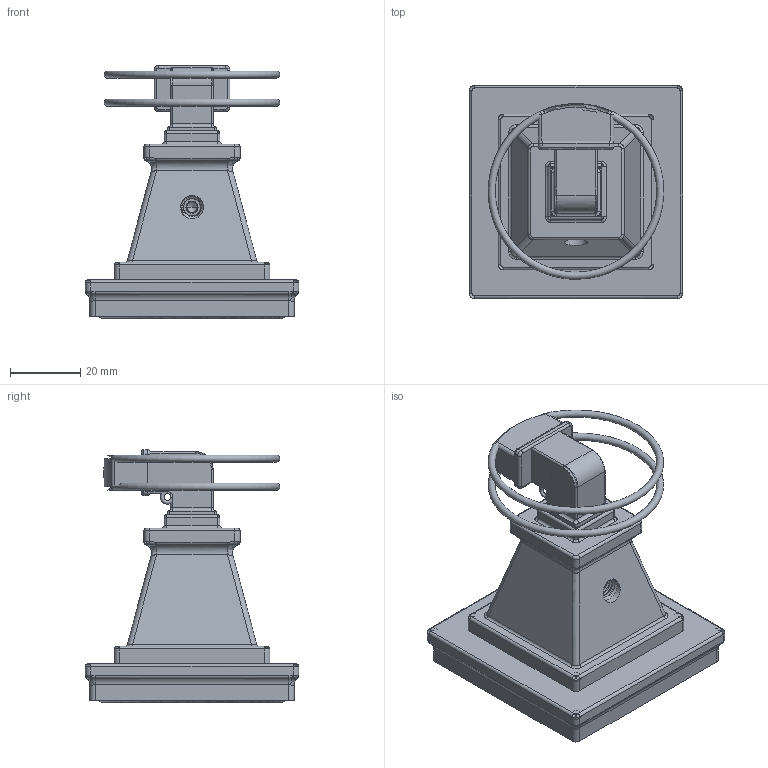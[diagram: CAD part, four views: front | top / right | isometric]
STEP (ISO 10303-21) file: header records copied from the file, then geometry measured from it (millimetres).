
FILE_DESCRIPTION((''),'2;1');
FILE_NAME('43-12','2016-11-15T',('vinay.hs'),(''),'PRO/ENGINEER BY PARAMETRIC TECHNOLOGY CORPORATION, 2014000','PRO/ENGINEER BY PARAMETRIC TECHNOLOGY CORPORATION, 2014000','');
FILE_SCHEMA(('CONFIG_CONTROL_DESIGN'));
Products named in the file (1): 43-12
Bounding box: 60.71 x 60.71 x 71.86 mm (x, y, z)
Surface area: 31422.5 mm2 (no closed solid volume)
Topology: 0 solids, 0 shells, 388 faces, 2111 edges, 2080 vertices
Faces by surface type: bspline 347, torus 33, sphere 8
Entity records: 51802 total; most frequent: CARTESIAN_POINT 33696, DIRECTION 2812, TRIMMED_CURVE 2361, DEFINITIONAL_REPRESENTATION 2043, PCURVE 2043, COMPOSITE_CURVE_SEGMENT 2043, VECTOR 1992, LINE 1992
